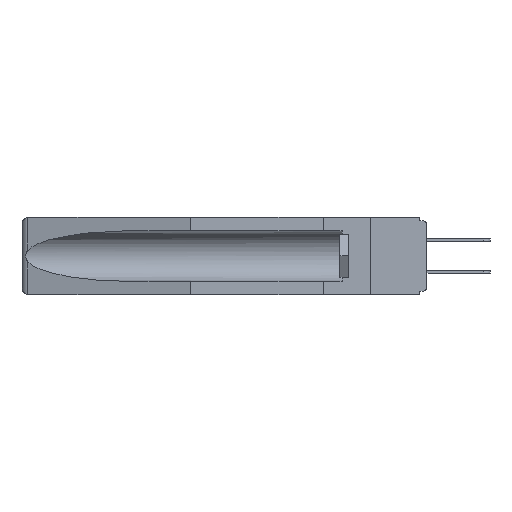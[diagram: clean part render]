
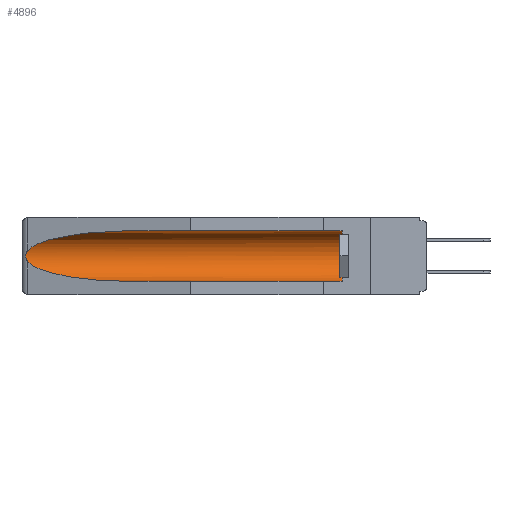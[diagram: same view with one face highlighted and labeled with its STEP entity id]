
A CAD part, left-side view. The second image highlights one B-rep face of the part: STEP entity #4896.
In plain terms, the highlighted cylindrical face has radius 2.857 mm (diameter 5.715 mm), a partial arc.
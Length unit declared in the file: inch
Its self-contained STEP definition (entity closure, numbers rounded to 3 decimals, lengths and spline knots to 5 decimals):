
#131 = CARTESIAN_POINT ( 'NONE',  ( 0.21114, 1.30732, -0.059 ) ) ;
#224 = ORIENTED_EDGE ( 'NONE', *, *, #5167, .T. ) ;
#482 = VERTEX_POINT ( 'NONE', #3272 ) ;
#1063 = ORIENTED_EDGE ( 'NONE', *, *, #9508, .F. ) ;
#1246 = DIRECTION ( 'NONE',  ( 0., 0., 1. ) ) ;
#1480 = AXIS2_PLACEMENT_3D ( 'NONE', #22307, #18719, #1246 ) ;
#1850 = CARTESIAN_POINT ( 'NONE',  ( 0.2673, 1.53269, -0.17917 ) ) ;
#2067 = CARTESIAN_POINT ( 'NONE',  ( 0.155, -0.30754, -0.059 ) ) ;
#2477 = CARTESIAN_POINT ( 'NONE',  ( 0.26597, 1.5296, -0.19026 ) ) ;
#2551 = ORIENTED_EDGE ( 'NONE', *, *, #14175, .T. ) ;
#3272 = CARTESIAN_POINT ( 'NONE',  ( 0.155, 1.07973, -0.059 ) ) ;
#3633 = CARTESIAN_POINT ( 'NONE',  ( 0.26537, 1.52718, -0.19328 ) ) ;
#3852 = CARTESIAN_POINT ( 'NONE',  ( 0.26655, 1.53094, -0.18657 ) ) ;
#4405 = VERTEX_POINT ( 'NONE', #7195 ) ;
#4617 = LINE ( 'NONE', #2067, #24010 ) ;
#4896 = ADVANCED_FACE ( 'NONE', ( #9143 ), #23268, .F. ) ;
#5167 = EDGE_CURVE ( 'NONE', #482, #14417, #14086, .T. ) ;
#5641 = CARTESIAN_POINT ( 'NONE',  ( 0.21114, 1.30732, -0.284 ) ) ;
#5749 = CARTESIAN_POINT ( 'NONE',  ( 0.155, 0.126, -0.059 ) ) ;
#5998 = CARTESIAN_POINT ( 'NONE',  ( 0.155, 0.126, -0.284 ) ) ;
#6268 = CARTESIAN_POINT ( 'NONE',  ( 0.155, 1.07973, -0.284 ) ) ;
#6970 = CARTESIAN_POINT ( 'NONE',  ( 0.155, 0.126, -0.1715 ) ) ;
#7095 =( BOUNDED_CURVE ( )  B_SPLINE_CURVE ( 3, ( #3633, #17601, #5641, #6268 ),
 .UNSPECIFIED., .F., .F. ) 
 B_SPLINE_CURVE_WITH_KNOTS ( ( 4, 4 ),
 ( 0.1948, 1.5708 ),
 .UNSPECIFIED. ) 
 CURVE ( )  GEOMETRIC_REPRESENTATION_ITEM ( )  RATIONAL_B_SPLINE_CURVE ( ( 1., 0.848, 0.848, 1. ) ) 
 REPRESENTATION_ITEM ( '' )  );
#7195 = CARTESIAN_POINT ( 'NONE',  ( 0.26537, 1.52718, -0.19328 ) ) ;
#7262 = VERTEX_POINT ( 'NONE', #5998 ) ;
#7982 = CARTESIAN_POINT ( 'NONE',  ( 0.26537, 1.52718, -0.19328 ) ) ;
#8851 = DIRECTION ( 'NONE',  ( 0., 1., 0. ) ) ;
#9130 = EDGE_LOOP ( 'NONE', ( #224, #2551, #10736, #1063, #15522, #24542 ) ) ;
#9143 = FACE_OUTER_BOUND ( 'NONE', #9130, .T. ) ;
#9229 = AXIS2_PLACEMENT_3D ( 'NONE', #6970, #12950, #14957 ) ;
#9508 = EDGE_CURVE ( 'NONE', #7262, #23303, #15106, .T. ) ;
#9674 = CARTESIAN_POINT ( 'NONE',  ( 0.2673, 1.5327, -0.16383 ) ) ;
#10042 = CARTESIAN_POINT ( 'NONE',  ( 0.26537, 1.52718, -0.14972 ) ) ;
#10736 = ORIENTED_EDGE ( 'NONE', *, *, #13098, .T. ) ;
#11750 = CARTESIAN_POINT ( 'NONE',  ( 0.2675, 1.53308, -0.16763 ) ) ;
#11935 = CARTESIAN_POINT ( 'NONE',  ( 0.155, 1.07973, -0.059 ) ) ;
#11979 = DIRECTION ( 'NONE',  ( 0., 1., 0. ) ) ;
#12950 = DIRECTION ( 'NONE',  ( 0., -1., 0. ) ) ;
#13098 = EDGE_CURVE ( 'NONE', #4405, #23303, #7095, .T. ) ;
#13835 = CARTESIAN_POINT ( 'NONE',  ( 0.26654, 1.53092, -0.15636 ) ) ;
#14086 =( BOUNDED_CURVE ( )  B_SPLINE_CURVE ( 3, ( #11935, #131, #20099, #14104 ),
 .UNSPECIFIED., .F., .F. ) 
 B_SPLINE_CURVE_WITH_KNOTS ( ( 4, 4 ),
 ( 4.71239, 6.08839 ),
 .UNSPECIFIED. ) 
 CURVE ( )  GEOMETRIC_REPRESENTATION_ITEM ( )  RATIONAL_B_SPLINE_CURVE ( ( 1., 0.848, 0.848, 1. ) ) 
 REPRESENTATION_ITEM ( '' )  );
#14104 = CARTESIAN_POINT ( 'NONE',  ( 0.26537, 1.52718, -0.14972 ) ) ;
#14175 = EDGE_CURVE ( 'NONE', #14417, #4405, #16038, .T. ) ;
#14417 = VERTEX_POINT ( 'NONE', #10042 ) ;
#14783 = VECTOR ( 'NONE', #8851, 39.37008 ) ;
#14957 = DIRECTION ( 'NONE',  ( 0., 0., 1. ) ) ;
#15106 = LINE ( 'NONE', #23140, #14783 ) ;
#15522 = ORIENTED_EDGE ( 'NONE', *, *, #25063, .T. ) ;
#15558 = CIRCLE ( 'NONE', #9229, 0.1125 ) ;
#15606 = CARTESIAN_POINT ( 'NONE',  ( 0.26597, 1.52961, -0.15275 ) ) ;
#16038 = B_SPLINE_CURVE_WITH_KNOTS ( 'NONE', 3,
 ( #20007, #15606, #13835, #9674, #11750, #25779, #1850, #3852, #2477, #7982 ),
 .UNSPECIFIED., .F., .F.,
 ( 4, 2, 2, 2, 4 ),
 ( 0., 0.00029, 0.00058, 0.00087, 0.00117 ),
 .UNSPECIFIED. ) ;
#17601 = CARTESIAN_POINT ( 'NONE',  ( 0.25451, 1.48313, -0.24835 ) ) ;
#18719 = DIRECTION ( 'NONE',  ( 0., 1., 0. ) ) ;
#20007 = CARTESIAN_POINT ( 'NONE',  ( 0.26537, 1.52718, -0.14972 ) ) ;
#20099 = CARTESIAN_POINT ( 'NONE',  ( 0.25451, 1.48313, -0.09465 ) ) ;
#20926 = CARTESIAN_POINT ( 'NONE',  ( 0.155, 1.07973, -0.284 ) ) ;
#22307 = CARTESIAN_POINT ( 'NONE',  ( 0.155, -0.30754, -0.1715 ) ) ;
#23140 = CARTESIAN_POINT ( 'NONE',  ( 0.155, -0.30754, -0.284 ) ) ;
#23268 = CYLINDRICAL_SURFACE ( 'NONE', #1480, 0.1125 ) ;
#23303 = VERTEX_POINT ( 'NONE', #20926 ) ;
#24010 = VECTOR ( 'NONE', #11979, 39.37008 ) ;
#24542 = ORIENTED_EDGE ( 'NONE', *, *, #25621, .T. ) ;
#25063 = EDGE_CURVE ( 'NONE', #7262, #25110, #15558, .T. ) ;
#25110 = VERTEX_POINT ( 'NONE', #5749 ) ;
#25621 = EDGE_CURVE ( 'NONE', #25110, #482, #4617, .T. ) ;
#25779 = CARTESIAN_POINT ( 'NONE',  ( 0.2675, 1.53308, -0.17534 ) ) ;
